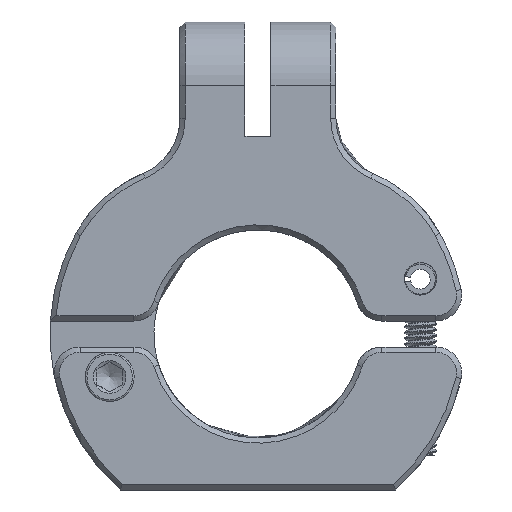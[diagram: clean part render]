
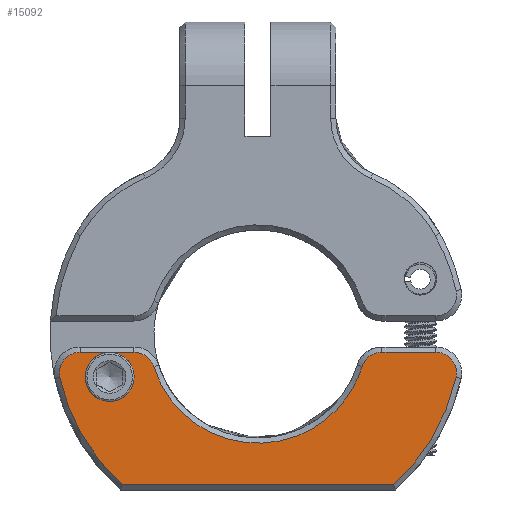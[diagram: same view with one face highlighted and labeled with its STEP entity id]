
A CAD part, front view. The second image highlights one B-rep face of the part: STEP entity #15092.
In plain terms, the highlighted free-form (B-spline) face has degree [1, 1] with [2, 2] control points.
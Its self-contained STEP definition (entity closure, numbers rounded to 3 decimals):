
#14550 = VERTEX_POINT('',#14551);
#14551 = CARTESIAN_POINT('',(55.401,654.446,
    -12.154));
#14556 = EDGE_CURVE('',#14550,#14557,#14559,.T.);
#14557 = VERTEX_POINT('',#14558);
#14558 = CARTESIAN_POINT('',(37.924,654.446,
    -42.175));
#14559 = ( BOUNDED_CURVE() B_SPLINE_CURVE(2,(#14560,#14561,#14562),
.UNSPECIFIED.,.F.,.F.) B_SPLINE_CURVE_WITH_KNOTS((3,3),(0.216,
0.838),.PIECEWISE_BEZIER_KNOTS.) CURVE() 
GEOMETRIC_REPRESENTATION_ITEM() RATIONAL_B_SPLINE_CURVE((1.,
0.952,1.)) REPRESENTATION_ITEM('') );
#14560 = CARTESIAN_POINT('',(55.401,654.446,
    -12.154));
#14561 = CARTESIAN_POINT('',(51.491,654.446,
    -29.976));
#14562 = CARTESIAN_POINT('',(37.924,654.446,
    -42.175));
#14589 = EDGE_CURVE('',#14557,#14590,#14592,.T.);
#14590 = VERTEX_POINT('',#14591);
#14591 = CARTESIAN_POINT('',(-37.924,654.446,
    -42.175));
#14592 = B_SPLINE_CURVE_WITH_KNOTS('',1,(#14593,#14594),.UNSPECIFIED.,
  .F.,.F.,(2,2),(-49.918,16.317),
  .PIECEWISE_BEZIER_KNOTS.);
#14593 = CARTESIAN_POINT('',(37.924,654.446,
    -42.175));
#14594 = CARTESIAN_POINT('',(-37.924,654.446,
    -42.175));
#14621 = VERTEX_POINT('',#14622);
#14622 = CARTESIAN_POINT('',(49.719,654.446,
    -5.09));
#14627 = EDGE_CURVE('',#14621,#14550,#14628,.T.);
#14628 = ( BOUNDED_CURVE() B_SPLINE_CURVE(2,(#14629,#14630,#14631),
.UNSPECIFIED.,.F.,.F.) B_SPLINE_CURVE_WITH_KNOTS((3,3),(5.39,
7.177),.PIECEWISE_BEZIER_KNOTS.) CURVE() 
GEOMETRIC_REPRESENTATION_ITEM() RATIONAL_B_SPLINE_CURVE((1.,
0.627,1.)) REPRESENTATION_ITEM('') );
#14629 = CARTESIAN_POINT('',(49.719,654.446,
    -5.09));
#14630 = CARTESIAN_POINT('',(56.951,654.446,
    -5.09));
#14631 = CARTESIAN_POINT('',(55.401,654.446,
    -12.154));
#14646 = VERTEX_POINT('',#14647);
#14647 = CARTESIAN_POINT('',(34.683,654.446,
    -5.09));
#14652 = EDGE_CURVE('',#14646,#14621,#14653,.T.);
#14653 = B_SPLINE_CURVE_WITH_KNOTS('',1,(#14654,#14655),.UNSPECIFIED.,
  .F.,.F.,(2,2),(91.248,104.377),
  .PIECEWISE_BEZIER_KNOTS.);
#14654 = CARTESIAN_POINT('',(34.683,654.446,
    -5.09));
#14655 = CARTESIAN_POINT('',(49.719,654.446,
    -5.09));
#14681 = VERTEX_POINT('',#14682);
#14682 = CARTESIAN_POINT('',(29.134,654.446,
    -9.162));
#14687 = EDGE_CURVE('',#14681,#14646,#14688,.T.);
#14688 = ( BOUNDED_CURVE() B_SPLINE_CURVE(2,(#14689,#14690,#14691),
.UNSPECIFIED.,.F.,.F.) B_SPLINE_CURVE_WITH_KNOTS((3,3),(5.65,
6.916),.PIECEWISE_BEZIER_KNOTS.) CURVE() 
GEOMETRIC_REPRESENTATION_ITEM() RATIONAL_B_SPLINE_CURVE((1.,
0.806,1.)) REPRESENTATION_ITEM('') );
#14689 = CARTESIAN_POINT('',(29.134,654.446,
    -9.162));
#14690 = CARTESIAN_POINT('',(30.415,654.446,
    -5.09));
#14691 = CARTESIAN_POINT('',(34.683,654.446,
    -5.09));
#14712 = EDGE_CURVE('',#14713,#14681,#14715,.T.);
#14713 = VERTEX_POINT('',#14714);
#14714 = CARTESIAN_POINT('',(-29.134,654.446,
    -9.162));
#14715 = ( BOUNDED_CURVE() B_SPLINE_CURVE(2,(#14716,#14717,#14718),
.UNSPECIFIED.,.F.,.F.) B_SPLINE_CURVE_WITH_KNOTS((3,3),(0.305,
2.837),.PIECEWISE_BEZIER_KNOTS.) CURVE() 
GEOMETRIC_REPRESENTATION_ITEM() RATIONAL_B_SPLINE_CURVE((1.,0.3,1.)) 
REPRESENTATION_ITEM('') );
#14716 = CARTESIAN_POINT('',(-29.134,654.446,
    -9.162));
#14717 = CARTESIAN_POINT('',(0.,654.446,
    -101.803));
#14718 = CARTESIAN_POINT('',(29.134,654.446,
    -9.162));
#14745 = VERTEX_POINT('',#14746);
#14746 = CARTESIAN_POINT('',(-34.683,654.446,
    -5.09));
#14751 = EDGE_CURVE('',#14745,#14713,#14752,.T.);
#14752 = ( BOUNDED_CURVE() B_SPLINE_CURVE(2,(#14753,#14754,#14755),
.UNSPECIFIED.,.F.,.F.) B_SPLINE_CURVE_WITH_KNOTS((3,3),(5.65,
6.916),.PIECEWISE_BEZIER_KNOTS.) CURVE() 
GEOMETRIC_REPRESENTATION_ITEM() RATIONAL_B_SPLINE_CURVE((1.,
0.806,1.)) REPRESENTATION_ITEM('') );
#14753 = CARTESIAN_POINT('',(-34.683,654.446,
    -5.09));
#14754 = CARTESIAN_POINT('',(-30.415,654.446,
    -5.09));
#14755 = CARTESIAN_POINT('',(-29.134,654.446,
    -9.162));
#14770 = VERTEX_POINT('',#14771);
#14771 = CARTESIAN_POINT('',(-49.719,654.446,
    -5.09));
#14776 = EDGE_CURVE('',#14770,#14745,#14777,.T.);
#14777 = B_SPLINE_CURVE_WITH_KNOTS('',1,(#14778,#14779),.UNSPECIFIED.,
  .F.,.F.,(2,2),(17.543,30.672),
  .PIECEWISE_BEZIER_KNOTS.);
#14778 = CARTESIAN_POINT('',(-49.719,654.446,
    -5.09));
#14779 = CARTESIAN_POINT('',(-34.683,654.446,
    -5.09));
#14805 = VERTEX_POINT('',#14806);
#14806 = CARTESIAN_POINT('',(-55.401,654.446,
    -12.154));
#14811 = EDGE_CURVE('',#14805,#14770,#14812,.T.);
#14812 = ( BOUNDED_CURVE() B_SPLINE_CURVE(2,(#14813,#14814,#14815),
.UNSPECIFIED.,.F.,.F.) B_SPLINE_CURVE_WITH_KNOTS((3,3),(5.39,
7.177),.PIECEWISE_BEZIER_KNOTS.) CURVE() 
GEOMETRIC_REPRESENTATION_ITEM() RATIONAL_B_SPLINE_CURVE((1.,
0.627,1.)) REPRESENTATION_ITEM('') );
#14813 = CARTESIAN_POINT('',(-55.401,654.446,
    -12.154));
#14814 = CARTESIAN_POINT('',(-56.951,654.446,
    -5.09));
#14815 = CARTESIAN_POINT('',(-49.719,654.446,
    -5.09));
#14827 = EDGE_CURVE('',#14590,#14805,#14828,.T.);
#14828 = ( BOUNDED_CURVE() B_SPLINE_CURVE(2,(#14829,#14830,#14831),
.UNSPECIFIED.,.F.,.F.) B_SPLINE_CURVE_WITH_KNOTS((3,3),(5.445,
6.067),.PIECEWISE_BEZIER_KNOTS.) CURVE() 
GEOMETRIC_REPRESENTATION_ITEM() RATIONAL_B_SPLINE_CURVE((1.,
0.952,1.)) REPRESENTATION_ITEM('') );
#14829 = CARTESIAN_POINT('',(-37.924,654.446,
    -42.175));
#14830 = CARTESIAN_POINT('',(-51.491,654.446,
    -29.976));
#14831 = CARTESIAN_POINT('',(-55.401,654.446,
    -12.154));
#15092 = ADVANCED_FACE('',(#15093,#15105),#15119,.F.);
#15093 = FACE_BOUND('',#15094,.T.);
#15094 = EDGE_LOOP('',(#15095,#15096,#15097,#15098,#15099,#15100,#15101,
    #15102,#15103,#15104));
#15095 = ORIENTED_EDGE('',*,*,#14556,.F.);
#15096 = ORIENTED_EDGE('',*,*,#14627,.F.);
#15097 = ORIENTED_EDGE('',*,*,#14652,.F.);
#15098 = ORIENTED_EDGE('',*,*,#14687,.F.);
#15099 = ORIENTED_EDGE('',*,*,#14712,.F.);
#15100 = ORIENTED_EDGE('',*,*,#14751,.F.);
#15101 = ORIENTED_EDGE('',*,*,#14776,.F.);
#15102 = ORIENTED_EDGE('',*,*,#14811,.F.);
#15103 = ORIENTED_EDGE('',*,*,#14827,.F.);
#15104 = ORIENTED_EDGE('',*,*,#14589,.F.);
#15105 = FACE_BOUND('',#15106,.T.);
#15106 = EDGE_LOOP('',(#15107));
#15107 = ORIENTED_EDGE('',*,*,#15108,.T.);
#15108 = EDGE_CURVE('',#15109,#15109,#15111,.T.);
#15109 = VERTEX_POINT('',#15110);
#15110 = CARTESIAN_POINT('',(-36.747,654.446,
    -11.669));
#15111 = ( BOUNDED_CURVE() B_SPLINE_CURVE(2,(#15112,#15113,#15114,#15115
    ,#15116,#15117,#15118),.UNSPECIFIED.,.T.,.F.) 
B_SPLINE_CURVE_WITH_KNOTS((3,2,2,3),(3.142,5.236,
7.33,9.425),.PIECEWISE_BEZIER_KNOTS.) CURVE() 
GEOMETRIC_REPRESENTATION_ITEM() RATIONAL_B_SPLINE_CURVE((1.,0.5,1.,0.5,
1.,0.5,1.)) REPRESENTATION_ITEM('') );
#15112 = CARTESIAN_POINT('',(-36.747,654.446,
    -11.669));
#15113 = CARTESIAN_POINT('',(-36.747,654.446,
    -21.115));
#15114 = CARTESIAN_POINT('',(-44.928,654.446,
    -16.392));
#15115 = CARTESIAN_POINT('',(-53.109,654.446,
    -11.669));
#15116 = CARTESIAN_POINT('',(-44.928,654.446,
    -6.946));
#15117 = CARTESIAN_POINT('',(-36.747,654.446,
    -2.223));
#15118 = CARTESIAN_POINT('',(-36.747,654.446,
    -11.669));
#15119 = B_SPLINE_SURFACE_WITH_KNOTS('',1,1,(
    (#15120,#15121)
    ,(#15122,#15123
    )),.UNSPECIFIED.,.F.,.F.,.F.,(2,2),(2,2),(-48.497,
    48.497),(-36.83,-4.445),.PIECEWISE_BEZIER_KNOTS.);
#15120 = CARTESIAN_POINT('',(55.536,654.446,
    -42.175));
#15121 = CARTESIAN_POINT('',(55.536,654.446,
    -5.09));
#15122 = CARTESIAN_POINT('',(-55.536,654.446,
    -42.175));
#15123 = CARTESIAN_POINT('',(-55.536,654.446,
    -5.09));
